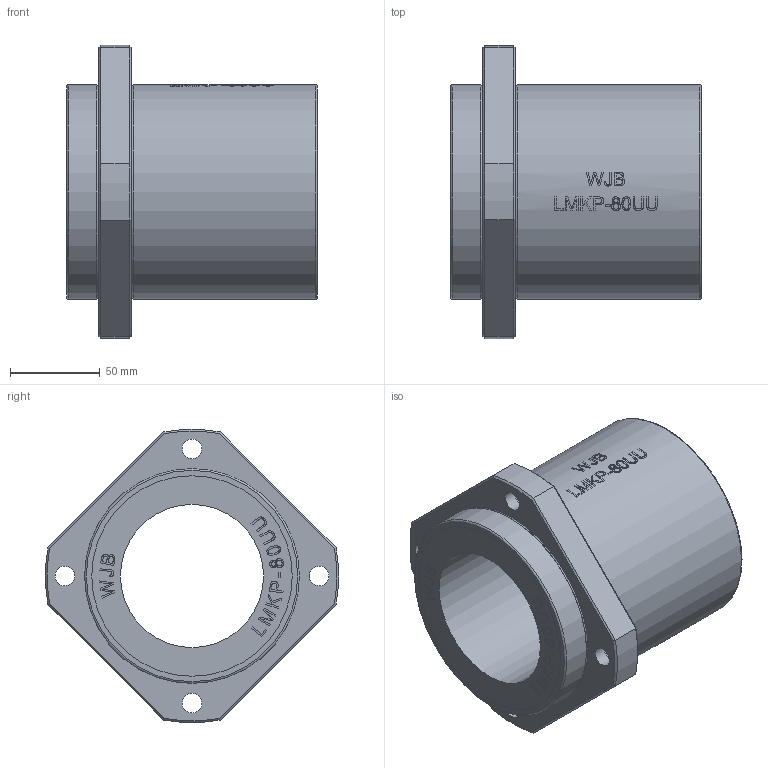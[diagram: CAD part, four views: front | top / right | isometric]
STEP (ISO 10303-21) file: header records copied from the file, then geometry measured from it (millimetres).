
FILE_DESCRIPTION(/* description */ (''),/* implementation_level */ '2;1');
FILE_NAME(/* name */ 'WJB-LMKP-80UU.stp',/* time_stamp */ '2019-01-27T12:25:37+08:00',/* author */ (''),/* organization */ (''),/* preprocessor_version */ 'ST-DEVELOPER v11',/* originating_system */ 'SIEMENS UGS NX 6.0',/* authorisation */ '');
FILE_SCHEMA (('AUTOMOTIVE_DESIGN { 1 0 10303 214 1 1 1 1 }'));
Length unit declared in the file: millimetre
Products named in the file (1): ROCKE321z0ut
Bounding box: 140 x 163.66 x 163.66 mm (x, y, z)
Volume: 978828 mm3; surface area: 117600.3 mm2
Topology: 1 solids, 1 shells, 384 faces, 950 edges, 630 vertices
Faces by surface type: plane 226, extrusion 111, cylinder 35, cone 8, torus 4
Full cylindrical faces by diameter (mm): 11 x4, 17 x4, 80 x1, 112 x2, 120 x2
Entity records: 14555 total; most frequent: CARTESIAN_POINT 6062, ORIENTED_EDGE 1854, DIRECTION 1346, EDGE_CURVE 927, VERTEX_POINT 624, VECTOR 578, EDGE_LOOP 473, LINE 467
